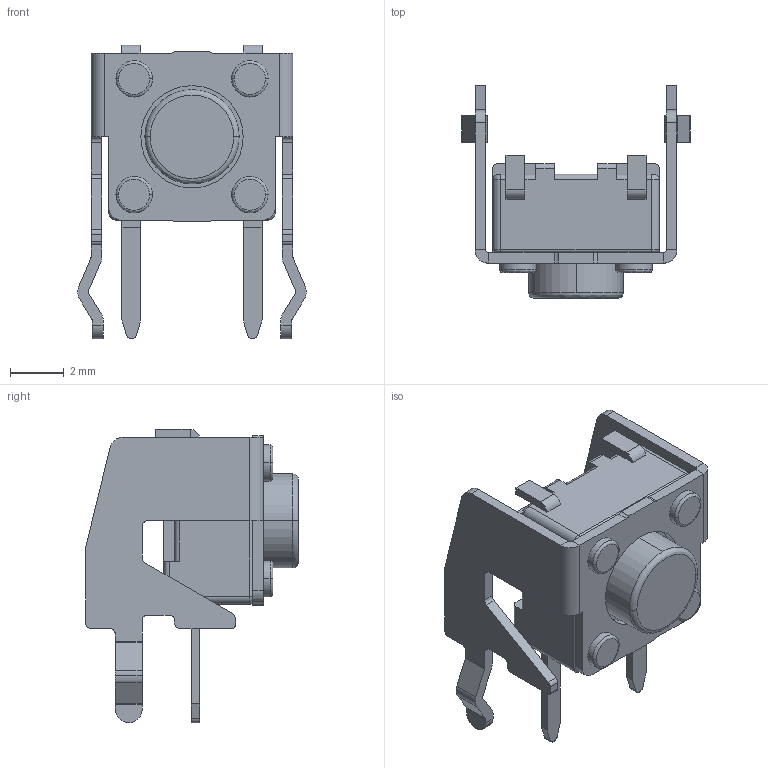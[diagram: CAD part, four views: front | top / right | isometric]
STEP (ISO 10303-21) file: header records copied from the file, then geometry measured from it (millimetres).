
FILE_DESCRIPTION (( 'STEP AP214' ), '1' );
FILE_NAME ('SKHHLM.STEP', '2009-07-24T08:39:36', ( '' ), ( '' ), 'SwSTEP 2.0', 'SolidWorks 2007', '' );
FILE_SCHEMA (( 'AUTOMOTIVE_DESIGN' ));
Length unit declared in the file: millimetre
Products named in the file (1): SKHHLM
Bounding box: 8.5 x 7.9 x 10.9 mm (x, y, z)
Volume: 174.6 mm3; surface area: 409.8 mm2
Topology: 1 solids, 5 shells, 292 faces, 761 edges, 488 vertices
Faces by surface type: plane 147, cylinder 127, bspline 18
Entity records: 12056 total; most frequent: CARTESIAN_POINT 1866, DIRECTION 1557, ORIENTED_EDGE 1522, EDGE_CURVE 761, AXIS2_PLACEMENT_3D 539, VERTEX_POINT 488, VECTOR 479, LINE 479
